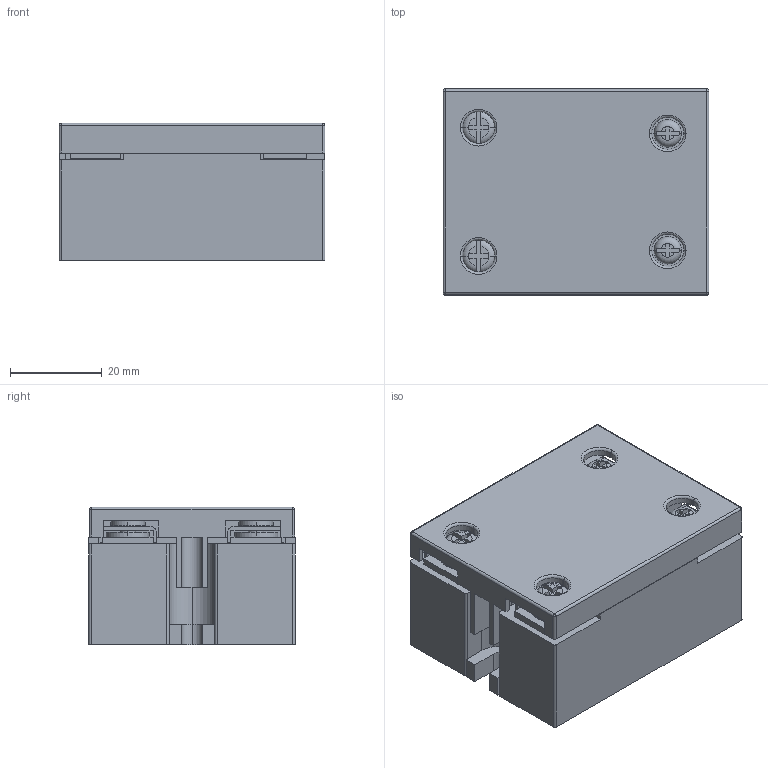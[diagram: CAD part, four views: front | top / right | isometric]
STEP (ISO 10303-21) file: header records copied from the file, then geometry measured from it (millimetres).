
FILE_DESCRIPTION (( 'STEP AP214' ), '1' );
FILE_NAME ('rtp-1-25(40,60,80)-aa(da,la).ÃÌ Ðåëå òâåðäîòåëüíîå îäíîôàçíîå.STEP', '2024-08-13T10:35:14', ( '' ), ( '' ), 'SwSTEP 2.0', 'SolidWorks 2021', '' );
FILE_SCHEMA (( 'AUTOMOTIVE_DESIGN' ));
Length unit declared in the file: millimetre
Products named in the file (1): rtp-1-25(40,60,80)-aa(da,la).ÃÌ Ðåëå òâåðäîòåëüíîå îäíîôàçíîå
Bounding box: 58 x 45 x 30 mm (x, y, z)
Volume: 63316.8 mm3; surface area: 21656.6 mm2
Topology: 4 solids, 4 shells, 456 faces, 1198 edges, 774 vertices
Faces by surface type: plane 296, cylinder 118, torus 18, bspline 12, cone 8, sphere 4
Entity records: 15985 total; most frequent: CARTESIAN_POINT 2673, ORIENTED_EDGE 2388, DIRECTION 2336, EDGE_CURVE 1194, LINE 862, VECTOR 862, VERTEX_POINT 774, AXIS2_PLACEMENT_3D 737
